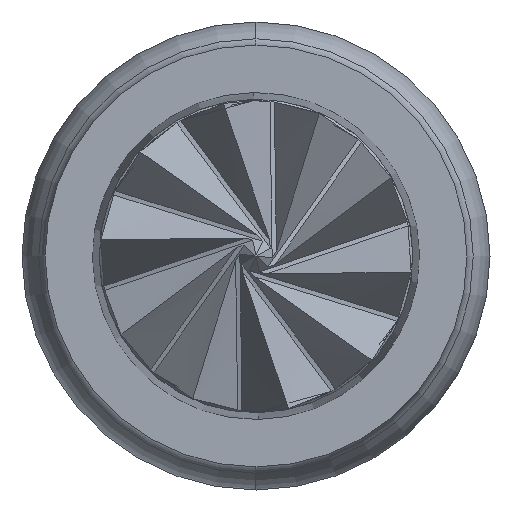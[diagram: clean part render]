
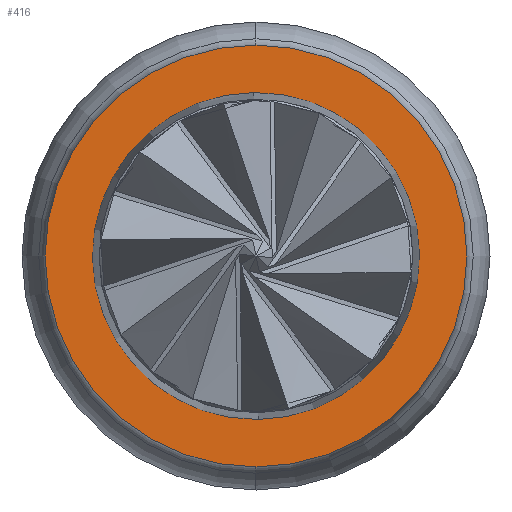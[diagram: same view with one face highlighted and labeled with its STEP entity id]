
A CAD part, left-side view. The second image highlights one B-rep face of the part: STEP entity #416.
In plain terms, the highlighted planar face has unit normal (-1, 0, 0).
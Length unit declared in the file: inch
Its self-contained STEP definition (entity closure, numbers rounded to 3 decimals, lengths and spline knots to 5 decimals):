
#134 = DIRECTION ( 'NONE',  ( 0., 0., -1. ) ) ;
#149 = CIRCLE ( 'NONE', #763, 0.01879 ) ;
#155 = CIRCLE ( 'NONE', #1701, 0.02425 ) ;
#163 = VERTEX_POINT ( 'NONE', #2516 ) ;
#187 = DIRECTION ( 'NONE',  ( 0., 0., -1. ) ) ;
#266 = EDGE_CURVE ( 'NONE', #163, #2196, #2430, .T. ) ;
#325 = FACE_OUTER_BOUND ( 'NONE', #2164, .T. ) ;
#416 = ADVANCED_FACE ( 'NONE', ( #981, #325 ), #2107, .F. ) ;
#469 = AXIS2_PLACEMENT_3D ( 'NONE', #2698, #2717, #134 ) ;
#489 = DIRECTION ( 'NONE',  ( 0., 0., -1. ) ) ;
#539 = ORIENTED_EDGE ( 'NONE', *, *, #266, .T. ) ;
#601 = CARTESIAN_POINT ( 'NONE',  ( 0., 0.02725, 0. ) ) ;
#613 = CARTESIAN_POINT ( 'NONE',  ( 0., 0., -0.02425 ) ) ;
#644 = AXIS2_PLACEMENT_3D ( 'NONE', #601, #1557, #489 ) ;
#763 = AXIS2_PLACEMENT_3D ( 'NONE', #1550, #1559, #1560 ) ;
#981 = FACE_BOUND ( 'NONE', #2363, .T. ) ;
#1018 = EDGE_CURVE ( 'NONE', #2196, #163, #149, .T. ) ;
#1112 = EDGE_CURVE ( 'NONE', #1171, #1863, #1786, .T. ) ;
#1171 = VERTEX_POINT ( 'NONE', #2135 ) ;
#1343 = AXIS2_PLACEMENT_3D ( 'NONE', #1984, #1990, #1995 ) ;
#1550 = CARTESIAN_POINT ( 'NONE',  ( 0., 0., 0. ) ) ;
#1557 = DIRECTION ( 'NONE',  ( 1., 0., 0. ) ) ;
#1559 = DIRECTION ( 'NONE',  ( 1., 0., 0. ) ) ;
#1560 = DIRECTION ( 'NONE',  ( 0., 0., -1. ) ) ;
#1576 = DIRECTION ( 'NONE',  ( 1., 0., 0. ) ) ;
#1701 = AXIS2_PLACEMENT_3D ( 'NONE', #2690, #1576, #187 ) ;
#1786 = CIRCLE ( 'NONE', #1343, 0.02425 ) ;
#1863 = VERTEX_POINT ( 'NONE', #613 ) ;
#1984 = CARTESIAN_POINT ( 'NONE',  ( 0., 0., 0. ) ) ;
#1990 = DIRECTION ( 'NONE',  ( 1., 0., 0. ) ) ;
#1995 = DIRECTION ( 'NONE',  ( 0., 0., -1. ) ) ;
#2107 = PLANE ( 'NONE',  #644 ) ;
#2135 = CARTESIAN_POINT ( 'NONE',  ( 0., 0., 0.02425 ) ) ;
#2164 = EDGE_LOOP ( 'NONE', ( #2658, #2391 ) ) ;
#2196 = VERTEX_POINT ( 'NONE', #2589 ) ;
#2363 = EDGE_LOOP ( 'NONE', ( #539, #2555 ) ) ;
#2391 = ORIENTED_EDGE ( 'NONE', *, *, #1112, .F. ) ;
#2430 = CIRCLE ( 'NONE', #469, 0.01879 ) ;
#2433 = EDGE_CURVE ( 'NONE', #1863, #1171, #155, .T. ) ;
#2516 = CARTESIAN_POINT ( 'NONE',  ( 0., -0.00026, -0.01879 ) ) ;
#2555 = ORIENTED_EDGE ( 'NONE', *, *, #1018, .T. ) ;
#2589 = CARTESIAN_POINT ( 'NONE',  ( 0., 0.00026, 0.01879 ) ) ;
#2658 = ORIENTED_EDGE ( 'NONE', *, *, #2433, .F. ) ;
#2690 = CARTESIAN_POINT ( 'NONE',  ( 0., 0., 0. ) ) ;
#2698 = CARTESIAN_POINT ( 'NONE',  ( 0., 0., 0. ) ) ;
#2717 = DIRECTION ( 'NONE',  ( 1., 0., 0. ) ) ;
